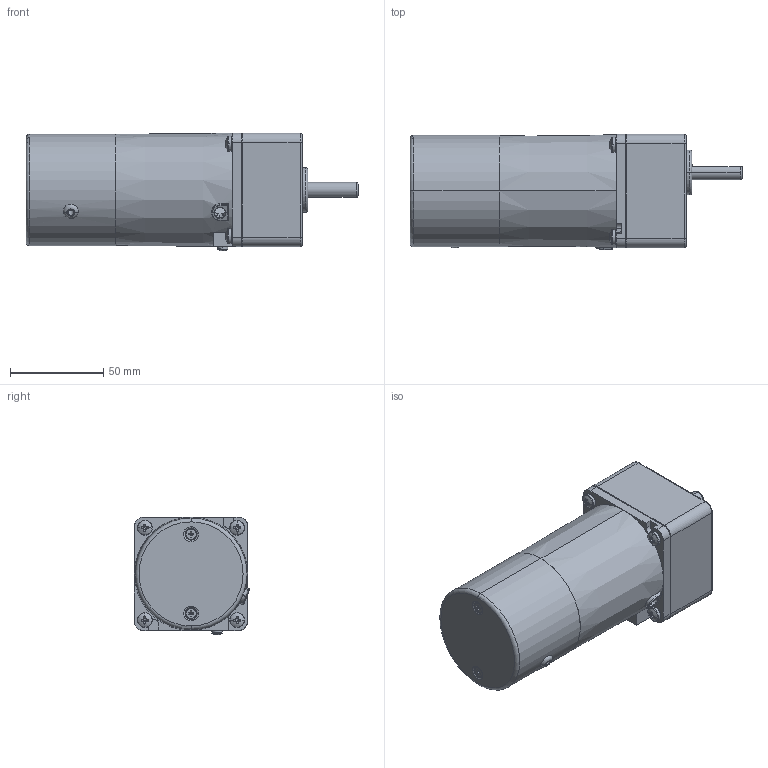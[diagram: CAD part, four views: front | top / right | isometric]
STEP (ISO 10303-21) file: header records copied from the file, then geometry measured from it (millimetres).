
FILE_DESCRIPTION((''),'2;1');
FILE_NAME('2RK6GN-CM-2GN3K-18K_ASM','2015-09-06T',('Administrator'),(''),'PRO/ENGINEER BY PARAMETRIC TECHNOLOGY CORPORATION, 2007170','PRO/ENGINEER BY PARAMETRIC TECHNOLOGY CORPORATION, 2007170','');
FILE_SCHEMA(('CONFIG_CONTROL_DESIGN'));
Length unit declared in the file: millimetre
Products named in the file (12): 2RK6GN-CM_8_AF1; 2RK6GN-CM-2GN3K-200K_ASM_1_AF1__ASM; M3-2; PRT0196; PRT0007; PRT0197; PRT0198; PRT0199; ASM0008_ASM; 2RK6GN-CM-2GN3K-200K_ASM_ASM_ASM; PRT0008; 2RK6GN-CM-2GN3K-18K_ASM
Assembly tree (14 placements, depth 5):
  2RK6GN-CM-2GN3K-18K_ASM
    2RK6GN-CM-2GN3K-200K_ASM_ASM_ASM
      ASM0008_ASM
        2RK6GN-CM-2GN3K-200K_ASM_1_AF1__ASM
          2RK6GN-CM_8_AF1
        M3-2
        PRT0196
        PRT0007
        PRT0197
        PRT0198
        PRT0199  x4
    PRT0008
Bounding box: 178 x 61.82 x 63.07 mm (x, y, z)
Volume: 223369.1 mm3; surface area: 76825.8 mm2
Topology: 11 solids, 11 shells, 1300 faces, 3420 edges, 2145 vertices
Faces by surface type: cone 652, cylinder 374, plane 207, torus 55, sphere 12
Entity records: 26210 total; most frequent: DIRECTION 4975, CARTESIAN_POINT 4887, ORIENTED_EDGE 4264, EDGE_CURVE 2132, AXIS2_PLACEMENT_3D 2079, VERTEX_POINT 1350, CIRCLE 1227, EDGE_LOOP 856
